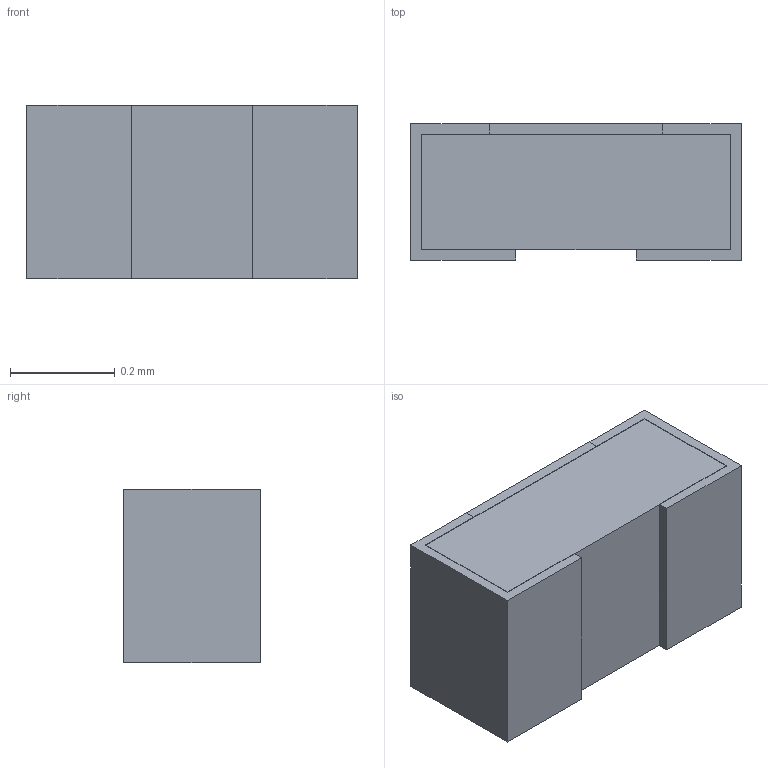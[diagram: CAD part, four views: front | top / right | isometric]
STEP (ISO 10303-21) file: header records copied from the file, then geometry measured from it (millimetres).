
FILE_DESCRIPTION((''),'2;1');
FILE_NAME('R_0201_YAGEO','2021-10-28T11:32:22',('Administrator'),(''),'CREO PARAMETRIC BY PTC INC, 2020053','CREO PARAMETRIC BY PTC INC, 2020053','');
FILE_SCHEMA(('CONFIG_CONTROL_DESIGN','SHAPE_APPEARANCE_LAYERS_GROUPS'));
Length unit declared in the file: millimetre
Products named in the file (1): R_0201_YAGEO
Bounding box: 0.63 x 0.26 x 0.33 mm (x, y, z)
Volume: 0.1 mm3; surface area: 0.9 mm2
Topology: 1 solids, 1 shells, 194 faces, 537 edges, 354 vertices
Faces by surface type: plane 194
Entity records: 7268 total; most frequent: CARTESIAN_POINT 1085, ORIENTED_EDGE 1074, DIRECTION 925, VECTOR 537, LINE 537, EDGE_CURVE 537, VERTEX_POINT 354, EDGE_LOOP 203
